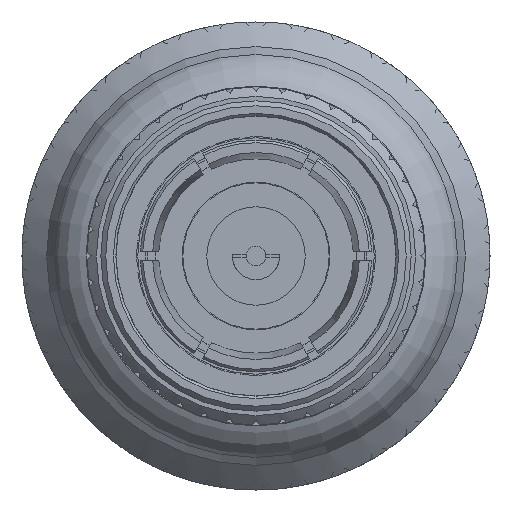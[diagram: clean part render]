
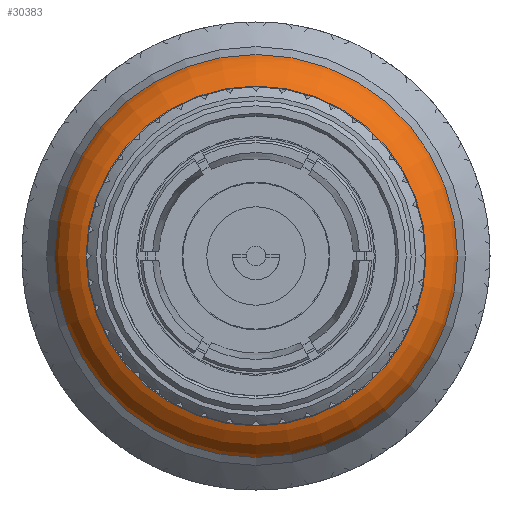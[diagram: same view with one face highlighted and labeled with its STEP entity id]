
A CAD part, left-side view. The second image highlights one B-rep face of the part: STEP entity #30383.
In plain terms, the highlighted toroidal (fillet/blend) face has major radius 3.042 mm and minor radius 1.137 mm.
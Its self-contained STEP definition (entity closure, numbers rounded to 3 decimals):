
#1818=TOROIDAL_SURFACE('',#31795,3.042,1.137);
#9295=ORIENTED_EDGE('',*,*,#13376,.F.);
#9296=ORIENTED_EDGE('',*,*,#13375,.T.);
#13375=EDGE_CURVE('',#15457,#15457,#16222,.T.);
#13376=EDGE_CURVE('',#15458,#15458,#16223,.T.);
#15457=VERTEX_POINT('',#48927);
#15458=VERTEX_POINT('',#48930);
#16222=CIRCLE('',#31794,4.09);
#16223=CIRCLE('',#31796,3.45);
#17440=EDGE_LOOP('',(#9295));
#17441=EDGE_LOOP('',(#9296));
#18959=FACE_BOUND('',#17440,.T.);
#18960=FACE_BOUND('',#17441,.T.);
#30383=ADVANCED_FACE('',(#18959,#18960),#1818,.T.);
#31794=AXIS2_PLACEMENT_3D('',#48926,#34825,#34826);
#31795=AXIS2_PLACEMENT_3D('',#48928,#34827,#34828);
#31796=AXIS2_PLACEMENT_3D('',#48929,#34829,#34830);
#34825=DIRECTION('',(-1.,0.,0.));
#34826=DIRECTION('',(0.,0.,1.));
#34827=DIRECTION('',(-1.,0.,0.));
#34828=DIRECTION('',(0.,0.,1.));
#34829=DIRECTION('',(-1.,0.,0.));
#34830=DIRECTION('',(0.,0.,1.));
#48926=CARTESIAN_POINT('',(-0.38,0.,0.));
#48927=CARTESIAN_POINT('',(-0.38,0.,4.09));
#48928=CARTESIAN_POINT('',(0.061,0.,0.));
#48929=CARTESIAN_POINT('',(-1.,0.,0.));
#48930=CARTESIAN_POINT('',(-1.,0.,3.45));
